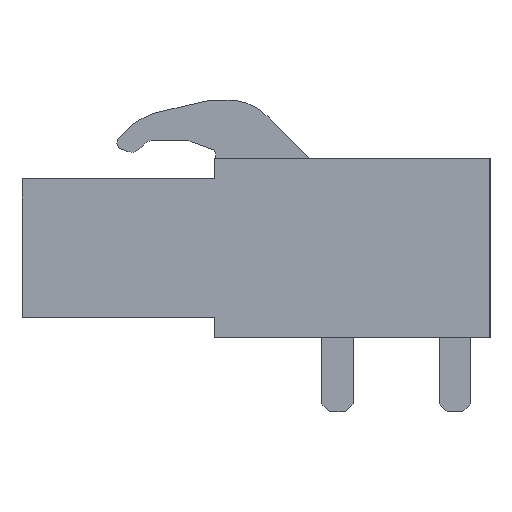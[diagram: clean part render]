
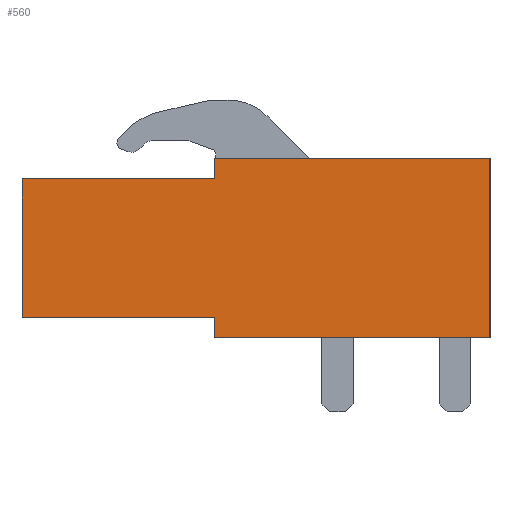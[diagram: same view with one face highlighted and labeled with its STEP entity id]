
A CAD part, left-side view. The second image highlights one B-rep face of the part: STEP entity #560.
In plain terms, the highlighted planar face has unit normal (-1, 0, 0).
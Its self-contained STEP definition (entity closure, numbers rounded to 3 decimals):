
#510=AXIS2_PLACEMENT_3D('Plane Axis2P3D',#507,#508,#509) ;
#40=CARTESIAN_POINT('Vertex',(0.,0.,3.2)) ;
#56=CARTESIAN_POINT('Vertex',(0.,0.,10.95)) ;
#59=CARTESIAN_POINT('Line Origine',(0.,0.,7.075)) ;
#89=CARTESIAN_POINT('Vertex',(0.,20.25,4.075)) ;
#92=CARTESIAN_POINT('Line Origine',(0.,20.25,7.075)) ;
#96=CARTESIAN_POINT('Vertex',(0.,20.25,10.075)) ;
#507=CARTESIAN_POINT('Axis2P3D Location',(0.,0.,3.2)) ;
#512=CARTESIAN_POINT('Line Origine',(0.,16.075,4.075)) ;
#516=CARTESIAN_POINT('Vertex',(0.,11.9,4.075)) ;
#519=CARTESIAN_POINT('Line Origine',(0.,11.9,3.638)) ;
#523=CARTESIAN_POINT('Vertex',(0.,11.9,3.2)) ;
#526=CARTESIAN_POINT('Line Origine',(0.,5.95,3.2)) ;
#531=CARTESIAN_POINT('Line Origine',(0.,5.95,10.95)) ;
#535=CARTESIAN_POINT('Vertex',(0.,11.9,10.95)) ;
#538=CARTESIAN_POINT('Line Origine',(0.,11.9,10.513)) ;
#542=CARTESIAN_POINT('Vertex',(0.,11.9,10.075)) ;
#545=CARTESIAN_POINT('Line Origine',(0.,16.075,10.075)) ;
#60=DIRECTION('Vector Direction',(0.,0.,1.)) ;
#93=DIRECTION('Vector Direction',(0.,0.,1.)) ;
#508=DIRECTION('Axis2P3D Direction',(-1.,0.,0.)) ;
#509=DIRECTION('Axis2P3D XDirection',(0.,0.,1.)) ;
#513=DIRECTION('Vector Direction',(0.,1.,0.)) ;
#520=DIRECTION('Vector Direction',(0.,0.,1.)) ;
#527=DIRECTION('Vector Direction',(0.,1.,0.)) ;
#532=DIRECTION('Vector Direction',(0.,1.,0.)) ;
#539=DIRECTION('Vector Direction',(0.,0.,-1.)) ;
#546=DIRECTION('Vector Direction',(0.,1.,0.)) ;
#61=VECTOR('Line Direction',#60,1.) ;
#94=VECTOR('Line Direction',#93,1.) ;
#514=VECTOR('Line Direction',#513,1.) ;
#521=VECTOR('Line Direction',#520,1.) ;
#528=VECTOR('Line Direction',#527,1.) ;
#533=VECTOR('Line Direction',#532,1.) ;
#540=VECTOR('Line Direction',#539,1.) ;
#547=VECTOR('Line Direction',#546,1.) ;
#551=ORIENTED_EDGE('',*,*,#518,.F.) ;
#552=ORIENTED_EDGE('',*,*,#525,.F.) ;
#553=ORIENTED_EDGE('',*,*,#530,.F.) ;
#554=ORIENTED_EDGE('',*,*,#63,.F.) ;
#555=ORIENTED_EDGE('',*,*,#537,.T.) ;
#556=ORIENTED_EDGE('',*,*,#544,.F.) ;
#557=ORIENTED_EDGE('',*,*,#549,.F.) ;
#558=ORIENTED_EDGE('',*,*,#98,.T.) ;
#560=ADVANCED_FACE('BLL 5.08/22/90 3.2 SN OR 1648510000',(#559),#511,.T.) ;
#63=EDGE_CURVE('',#57,#41,#62,.F.) ;
#98=EDGE_CURVE('',#97,#90,#95,.F.) ;
#518=EDGE_CURVE('',#517,#90,#515,.T.) ;
#525=EDGE_CURVE('',#524,#517,#522,.T.) ;
#530=EDGE_CURVE('',#41,#524,#529,.T.) ;
#537=EDGE_CURVE('',#57,#536,#534,.T.) ;
#544=EDGE_CURVE('',#543,#536,#541,.F.) ;
#549=EDGE_CURVE('',#97,#543,#548,.F.) ;
#550=EDGE_LOOP('',(#551,#552,#553,#554,#555,#556,#557,#558)) ;
#559=FACE_OUTER_BOUND('',#550,.T.) ;
#62=LINE('Line',#59,#61) ;
#95=LINE('Line',#92,#94) ;
#515=LINE('Line',#512,#514) ;
#522=LINE('Line',#519,#521) ;
#529=LINE('Line',#526,#528) ;
#534=LINE('Line',#531,#533) ;
#541=LINE('Line',#538,#540) ;
#548=LINE('Line',#545,#547) ;
#511=PLANE('',#510) ;
#41=VERTEX_POINT('',#40) ;
#57=VERTEX_POINT('',#56) ;
#90=VERTEX_POINT('',#89) ;
#97=VERTEX_POINT('',#96) ;
#517=VERTEX_POINT('',#516) ;
#524=VERTEX_POINT('',#523) ;
#536=VERTEX_POINT('',#535) ;
#543=VERTEX_POINT('',#542) ;
